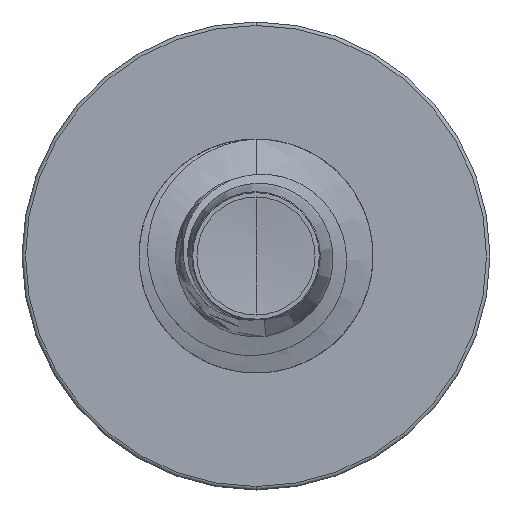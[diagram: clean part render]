
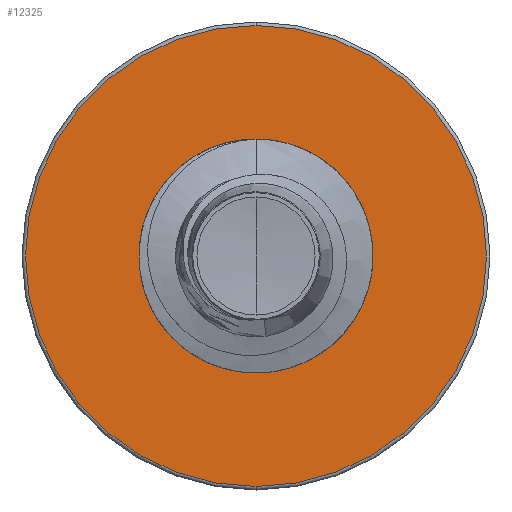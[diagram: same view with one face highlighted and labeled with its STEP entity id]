
A CAD part, front view. The second image highlights one B-rep face of the part: STEP entity #12325.
In plain terms, the highlighted planar face has unit normal (0, -1, 0).
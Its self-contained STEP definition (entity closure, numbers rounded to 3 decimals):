
#693 = VERTEX_POINT ( 'NONE', #16052 ) ;
#1823 = DIRECTION ( 'NONE',  ( 0., 0., 1. ) ) ;
#2676 = CIRCLE ( 'NONE', #4330, 1.722 ) ;
#4330 = AXIS2_PLACEMENT_3D ( 'NONE', #8654, #21521, #10501 ) ;
#4721 = CARTESIAN_POINT ( 'NONE',  ( 0., 15., 0. ) ) ;
#5013 = CIRCLE ( 'NONE', #23611, 1.722 ) ;
#6605 = DIRECTION ( 'NONE',  ( 0., 0., 1. ) ) ;
#7085 = DIRECTION ( 'NONE',  ( 0., 1., 0. ) ) ;
#7188 = DIRECTION ( 'NONE',  ( 0., 1., 0. ) ) ;
#7434 = EDGE_CURVE ( 'NONE', #18083, #23918, #2676, .T. ) ;
#8654 = CARTESIAN_POINT ( 'NONE',  ( 0., 15., 0. ) ) ;
#9233 = CARTESIAN_POINT ( 'NONE',  ( 0., 15., -1.722 ) ) ;
#9612 = AXIS2_PLACEMENT_3D ( 'NONE', #9233, #20278, #1823 ) ;
#9748 = ORIENTED_EDGE ( 'NONE', *, *, #16088, .F. ) ;
#10501 = DIRECTION ( 'NONE',  ( 0., 0., 1. ) ) ;
#11625 = AXIS2_PLACEMENT_3D ( 'NONE', #18229, #7188, #20074 ) ;
#11727 = ORIENTED_EDGE ( 'NONE', *, *, #20995, .F. ) ;
#11816 = EDGE_CURVE ( 'NONE', #23918, #18083, #5013, .T. ) ;
#12325 = ADVANCED_FACE ( 'NONE', ( #18575, #14262 ), #12950, .F. ) ;
#12411 = ORIENTED_EDGE ( 'NONE', *, *, #11816, .T. ) ;
#12950 = PLANE ( 'NONE',  #9612 ) ;
#13825 = EDGE_LOOP ( 'NONE', ( #12411, #14328 ) ) ;
#14262 = FACE_BOUND ( 'NONE', #13825, .T. ) ;
#14328 = ORIENTED_EDGE ( 'NONE', *, *, #7434, .T. ) ;
#14535 = CIRCLE ( 'NONE', #11625, 3.448 ) ;
#14542 = CARTESIAN_POINT ( 'NONE',  ( 0., 15., 3.448 ) ) ;
#16052 = CARTESIAN_POINT ( 'NONE',  ( 0., 15., -3.447 ) ) ;
#16088 = EDGE_CURVE ( 'NONE', #18347, #693, #14535, .T. ) ;
#17393 = CIRCLE ( 'NONE', #19371, 3.448 ) ;
#17639 = DIRECTION ( 'NONE',  ( 0., 1., 0. ) ) ;
#17799 = EDGE_LOOP ( 'NONE', ( #9748, #11727 ) ) ;
#18083 = VERTEX_POINT ( 'NONE', #19791 ) ;
#18130 = CARTESIAN_POINT ( 'NONE',  ( 0., 15., 0. ) ) ;
#18229 = CARTESIAN_POINT ( 'NONE',  ( 0., 15., 0. ) ) ;
#18347 = VERTEX_POINT ( 'NONE', #14542 ) ;
#18575 = FACE_OUTER_BOUND ( 'NONE', #17799, .T. ) ;
#19371 = AXIS2_PLACEMENT_3D ( 'NONE', #4721, #17639, #6605 ) ;
#19791 = CARTESIAN_POINT ( 'NONE',  ( 0., 15., -1.722 ) ) ;
#19970 = DIRECTION ( 'NONE',  ( 0., 0., 1. ) ) ;
#20074 = DIRECTION ( 'NONE',  ( 0., 0., 1. ) ) ;
#20278 = DIRECTION ( 'NONE',  ( 0., 1., 0. ) ) ;
#20685 = CARTESIAN_POINT ( 'NONE',  ( 0., 15., 1.722 ) ) ;
#20995 = EDGE_CURVE ( 'NONE', #693, #18347, #17393, .T. ) ;
#21521 = DIRECTION ( 'NONE',  ( 0., 1., 0. ) ) ;
#23611 = AXIS2_PLACEMENT_3D ( 'NONE', #18130, #7085, #19970 ) ;
#23918 = VERTEX_POINT ( 'NONE', #20685 ) ;
